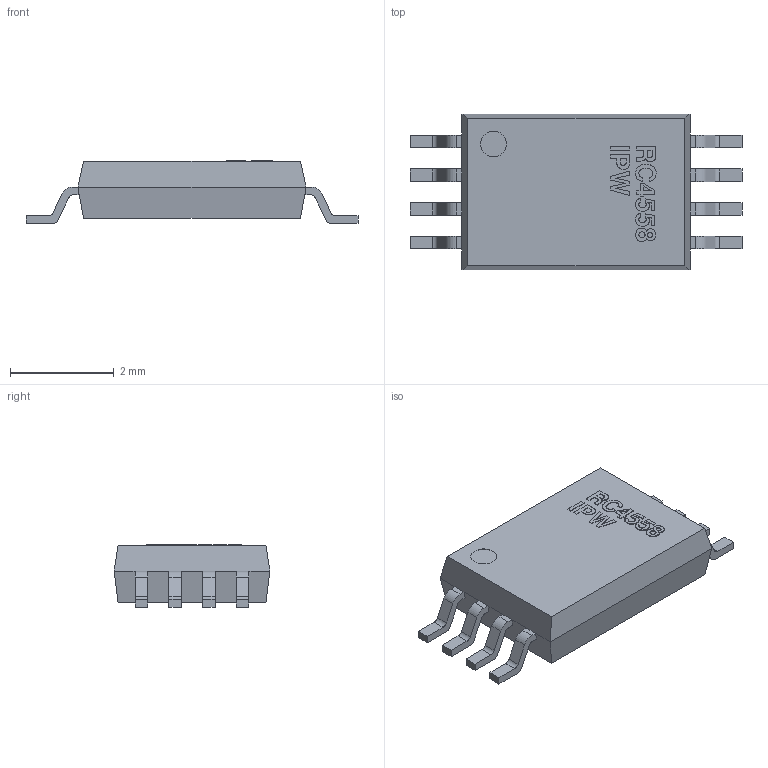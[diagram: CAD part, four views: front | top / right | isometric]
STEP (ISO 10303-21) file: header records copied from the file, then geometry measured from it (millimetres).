
FILE_DESCRIPTION(('FreeCAD Model'),'2;1');
FILE_NAME('Texas_Instruments_RC4558IPW.step','2019-07-23T14:21:43',( 'Author'),(''),'Open CASCADE STEP processor 7.3','FreeCAD','Unknown' );
FILE_SCHEMA(('AUTOMOTIVE_DESIGN { 1 0 10303 214 1 1 1 1 }'));
Length unit declared in the file: millimetre
Products named in the file (1): RC4558IPW
Bounding box: 6.4 x 3 x 1.21 mm (x, y, z)
Volume: 14.2 mm3; surface area: 48.5 mm2
Topology: 1 solids, 1 shells, 297 faces, 820 edges, 540 vertices
Faces by surface type: plane 154, extrusion 102, cylinder 33, bspline 8
Full cylindrical faces by diameter (mm): 0.5 x1
Entity records: 11612 total; most frequent: CARTESIAN_POINT 2374, ORIENTED_EDGE 1640, DIRECTION 1128, EDGE_CURVE 820, VECTOR 620, VERTEX_POINT 540, LINE 518, B_SPLINE_CURVE_WITH_KNOTS 338
